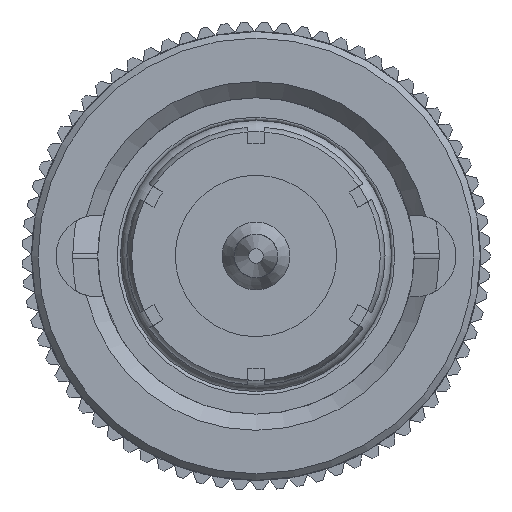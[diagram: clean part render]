
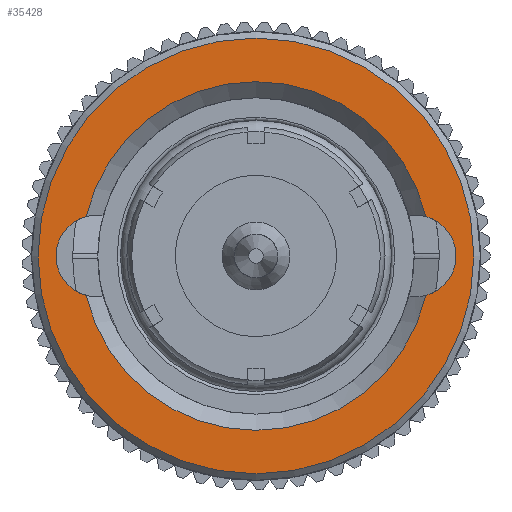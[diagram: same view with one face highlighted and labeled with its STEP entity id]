
A CAD part, front view. The second image highlights one B-rep face of the part: STEP entity #35428.
In plain terms, the highlighted planar face has unit normal (0, -1, 0).
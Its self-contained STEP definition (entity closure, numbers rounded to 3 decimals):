
#7478=PLANE('',#55236);
#17936=ORIENTED_EDGE('',*,*,#23472,.T.);
#17937=ORIENTED_EDGE('',*,*,#23441,.T.);
#17938=ORIENTED_EDGE('',*,*,#23465,.T.);
#17939=ORIENTED_EDGE('',*,*,#23449,.T.);
#17940=ORIENTED_EDGE('',*,*,#23448,.T.);
#23441=EDGE_CURVE('',#26289,#26288,#26933,.T.);
#23448=EDGE_CURVE('',#26293,#26289,#26935,.T.);
#23449=EDGE_CURVE('',#26294,#26293,#26936,.T.);
#23465=EDGE_CURVE('',#26288,#26294,#26940,.T.);
#23472=EDGE_CURVE('',#26305,#26305,#26944,.F.);
#26288=VERTEX_POINT('',#121156);
#26289=VERTEX_POINT('',#121158);
#26293=VERTEX_POINT('',#121175);
#26294=VERTEX_POINT('',#121179);
#26305=VERTEX_POINT('',#121243);
#26933=CIRCLE('',#55206,1.265);
#26935=CIRCLE('',#55210,5.4);
#26936=CIRCLE('',#55212,1.265);
#26940=CIRCLE('',#55227,5.4);
#26944=CIRCLE('',#55237,6.75);
#29588=EDGE_LOOP('',(#17936));
#29589=EDGE_LOOP('',(#17937,#17938,#17939,#17940));
#32260=FACE_BOUND('',#29588,.T.);
#32261=FACE_BOUND('',#29589,.T.);
#35428=ADVANCED_FACE('',(#32260,#32261),#7478,.F.);
#55206=AXIS2_PLACEMENT_3D('',#121157,#59170,#59171);
#55210=AXIS2_PLACEMENT_3D('',#121176,#59180,#59181);
#55212=AXIS2_PLACEMENT_3D('',#121178,#59184,#59185);
#55227=AXIS2_PLACEMENT_3D('',#121222,#59218,#59219);
#55236=AXIS2_PLACEMENT_3D('',#121241,#59236,#59237);
#55237=AXIS2_PLACEMENT_3D('',#121242,#59238,#59239);
#59170=DIRECTION('',(0.,1.,0.));
#59171=DIRECTION('',(-1.,0.,0.));
#59180=DIRECTION('',(0.,1.,0.));
#59181=DIRECTION('',(0.,0.,-1.));
#59184=DIRECTION('',(0.,1.,0.));
#59185=DIRECTION('',(1.,0.,0.));
#59218=DIRECTION('',(0.,1.,0.));
#59219=DIRECTION('',(0.,0.,-1.));
#59236=DIRECTION('',(0.,1.,0.));
#59237=DIRECTION('',(0.,0.,-1.));
#59238=DIRECTION('',(0.,1.,0.));
#59239=DIRECTION('',(0.,0.,-1.));
#121156=CARTESIAN_POINT('',(5.26,-20.2,-1.223));
#121157=CARTESIAN_POINT('',(4.935,-20.2,0.));
#121158=CARTESIAN_POINT('',(5.26,-20.2,1.223));
#121175=CARTESIAN_POINT('',(-5.26,-20.2,1.223));
#121176=CARTESIAN_POINT('',(0.,-20.2,0.));
#121178=CARTESIAN_POINT('',(-4.935,-20.2,0.));
#121179=CARTESIAN_POINT('',(-5.26,-20.2,-1.223));
#121222=CARTESIAN_POINT('',(0.,-20.2,0.));
#121241=CARTESIAN_POINT('',(0.,-20.2,0.));
#121242=CARTESIAN_POINT('',(0.,-20.2,0.));
#121243=CARTESIAN_POINT('',(0.,-20.2,-6.75));
